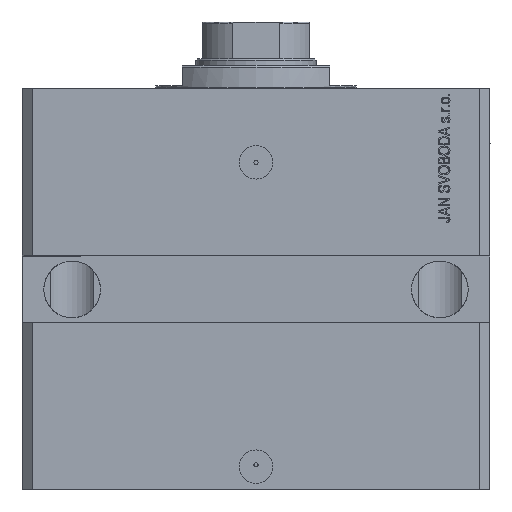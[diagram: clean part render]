
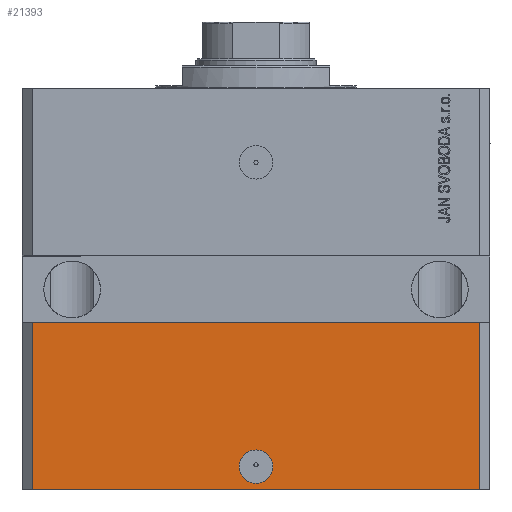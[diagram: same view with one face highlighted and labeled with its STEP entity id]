
A CAD part, front view. The second image highlights one B-rep face of the part: STEP entity #21393.
In plain terms, the highlighted planar face has unit normal (0, -1, 0).
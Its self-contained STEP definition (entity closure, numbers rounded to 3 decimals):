
#1085 = ORIENTED_EDGE ( 'NONE', *, *, #43002, .F. ) ;
#1718 = ORIENTED_EDGE ( 'NONE', *, *, #25111, .F. ) ;
#1860 = CARTESIAN_POINT ( 'NONE',  ( -67., -55., -120. ) ) ;
#2328 = CARTESIAN_POINT ( 'NONE',  ( 67., -55., -120. ) ) ;
#2347 = CARTESIAN_POINT ( 'NONE',  ( 0., -55., -113. ) ) ;
#3250 = DIRECTION ( 'NONE',  ( 1., 0., 0. ) ) ;
#3303 = CARTESIAN_POINT ( 'NONE',  ( 5., -55., -113. ) ) ;
#4257 = VERTEX_POINT ( 'NONE', #1860 ) ;
#4525 = ORIENTED_EDGE ( 'NONE', *, *, #7523, .F. ) ;
#4608 = CARTESIAN_POINT ( 'NONE',  ( 67., -55., -70. ) ) ;
#7179 = ORIENTED_EDGE ( 'NONE', *, *, #13354, .T. ) ;
#7523 = EDGE_CURVE ( 'NONE', #34859, #8309, #14999, .T. ) ;
#8309 = VERTEX_POINT ( 'NONE', #3303 ) ;
#9402 = CIRCLE ( 'NONE', #22012, 5. ) ;
#9452 = EDGE_LOOP ( 'NONE', ( #1718, #4525 ) ) ;
#10012 = DIRECTION ( 'NONE',  ( 0., -1., 0. ) ) ;
#10455 = CARTESIAN_POINT ( 'NONE',  ( -5., -55., -113. ) ) ;
#10527 = PLANE ( 'NONE',  #24083 ) ;
#12001 = CARTESIAN_POINT ( 'NONE',  ( -67., -55., -70. ) ) ;
#13026 = LINE ( 'NONE', #2328, #31431 ) ;
#13354 = EDGE_CURVE ( 'NONE', #29034, #44288, #13026, .T. ) ;
#13458 = DIRECTION ( 'NONE',  ( 0., -1., 0. ) ) ;
#14916 = DIRECTION ( 'NONE',  ( 1., 0., 0. ) ) ;
#14999 = CIRCLE ( 'NONE', #42535, 5. ) ;
#15062 = EDGE_CURVE ( 'NONE', #4257, #19188, #31015, .T. ) ;
#16751 = LINE ( 'NONE', #38391, #19253 ) ;
#17338 = ORIENTED_EDGE ( 'NONE', *, *, #15062, .F. ) ;
#19188 = VERTEX_POINT ( 'NONE', #12001 ) ;
#19253 = VECTOR ( 'NONE', #27226, 1000. ) ;
#21393 = ADVANCED_FACE ( 'NONE', ( #42420, #45907 ), #10527, .T. ) ;
#22012 = AXIS2_PLACEMENT_3D ( 'NONE', #31589, #13458, #44900 ) ;
#24083 = AXIS2_PLACEMENT_3D ( 'NONE', #28188, #25162, #14916 ) ;
#25111 = EDGE_CURVE ( 'NONE', #8309, #34859, #9402, .T. ) ;
#25162 = DIRECTION ( 'NONE',  ( 0., -1., 0. ) ) ;
#26533 = DIRECTION ( 'NONE',  ( 0., 0., 1. ) ) ;
#26674 = LINE ( 'NONE', #33668, #29499 ) ;
#27226 = DIRECTION ( 'NONE',  ( 1., 0., 0. ) ) ;
#28188 = CARTESIAN_POINT ( 'NONE',  ( -67., -55., -120. ) ) ;
#29034 = VERTEX_POINT ( 'NONE', #36713 ) ;
#29499 = VECTOR ( 'NONE', #41120, 1000. ) ;
#30578 = DIRECTION ( 'NONE',  ( 0., 0., 1. ) ) ;
#31015 = LINE ( 'NONE', #37784, #38189 ) ;
#31431 = VECTOR ( 'NONE', #26533, 1000. ) ;
#31589 = CARTESIAN_POINT ( 'NONE',  ( 0., -55., -113. ) ) ;
#31866 = ORIENTED_EDGE ( 'NONE', *, *, #32256, .T. ) ;
#32256 = EDGE_CURVE ( 'NONE', #4257, #29034, #16751, .T. ) ;
#32352 = EDGE_LOOP ( 'NONE', ( #1085, #17338, #31866, #7179 ) ) ;
#33668 = CARTESIAN_POINT ( 'NONE',  ( -70., -55., -70. ) ) ;
#34859 = VERTEX_POINT ( 'NONE', #10455 ) ;
#36713 = CARTESIAN_POINT ( 'NONE',  ( 67., -55., -120. ) ) ;
#37784 = CARTESIAN_POINT ( 'NONE',  ( -67., -55., -120. ) ) ;
#38189 = VECTOR ( 'NONE', #30578, 1000. ) ;
#38391 = CARTESIAN_POINT ( 'NONE',  ( -67., -55., -120. ) ) ;
#41120 = DIRECTION ( 'NONE',  ( 1., 0., 0. ) ) ;
#42420 = FACE_BOUND ( 'NONE', #9452, .T. ) ;
#42535 = AXIS2_PLACEMENT_3D ( 'NONE', #2347, #10012, #3250 ) ;
#43002 = EDGE_CURVE ( 'NONE', #19188, #44288, #26674, .T. ) ;
#44288 = VERTEX_POINT ( 'NONE', #4608 ) ;
#44900 = DIRECTION ( 'NONE',  ( 1., 0., 0. ) ) ;
#45907 = FACE_OUTER_BOUND ( 'NONE', #32352, .T. ) ;
